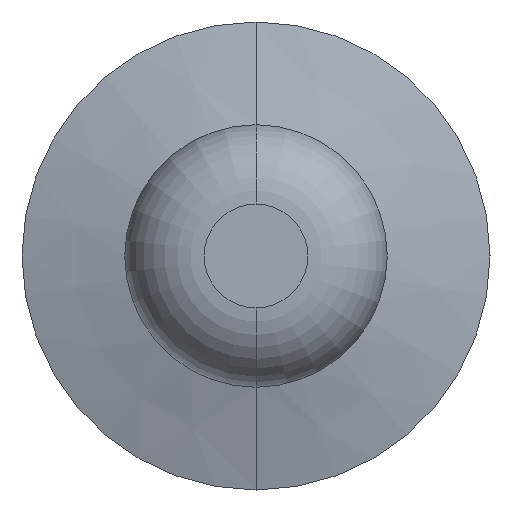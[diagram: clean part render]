
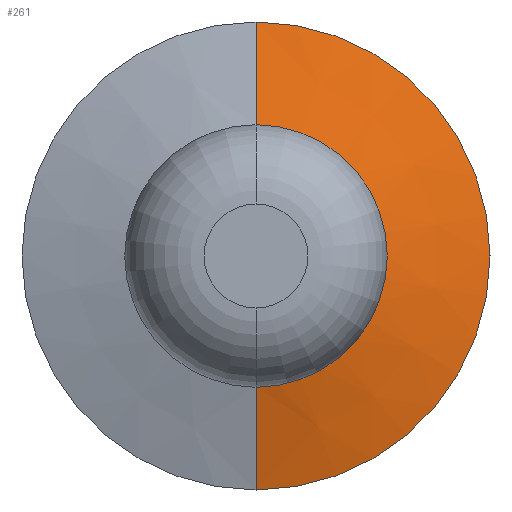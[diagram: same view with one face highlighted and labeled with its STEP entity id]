
A CAD part, front view. The second image highlights one B-rep face of the part: STEP entity #261.
In plain terms, the highlighted conical face has half-angle 75 degrees and reference radius 1.24 mm.
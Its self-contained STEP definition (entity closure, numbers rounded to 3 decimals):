
#34 = VERTEX_POINT ( 'NONE', #923 ) ;
#47 = DIRECTION ( 'NONE',  ( 0., 0.259, 0.966 ) ) ;
#51 = CARTESIAN_POINT ( 'NONE',  ( 0., -10.246, 1.24 ) ) ;
#59 = CARTESIAN_POINT ( 'NONE',  ( 0., -10.246, -1.24 ) ) ;
#110 = LINE ( 'NONE', #51, #388 ) ;
#261 = ADVANCED_FACE ( 'NONE', ( #301 ), #948, .T. ) ;
#281 = DIRECTION ( 'NONE',  ( 0., 0., 1. ) ) ;
#301 = FACE_OUTER_BOUND ( 'NONE', #580, .T. ) ;
#325 = DIRECTION ( 'NONE',  ( 0., 1., 0. ) ) ;
#330 = DIRECTION ( 'NONE',  ( 0., 0.259, -0.966 ) ) ;
#360 = CIRCLE ( 'NONE', #1248, 2.21 ) ;
#362 = CARTESIAN_POINT ( 'NONE',  ( 0., -10.246, 0. ) ) ;
#388 = VECTOR ( 'NONE', #47, 1000. ) ;
#411 = EDGE_CURVE ( 'NONE', #1058, #919, #360, .T. ) ;
#414 = DIRECTION ( 'NONE',  ( 0., 0., 1. ) ) ;
#416 = DIRECTION ( 'NONE',  ( 0., 1., 0. ) ) ;
#419 = CARTESIAN_POINT ( 'NONE',  ( 0., -10.246, 0. ) ) ;
#489 = CARTESIAN_POINT ( 'NONE',  ( 0., -10.246, -1.24 ) ) ;
#504 = EDGE_CURVE ( 'NONE', #34, #1058, #110, .T. ) ;
#570 = EDGE_CURVE ( 'NONE', #34, #825, #1164, .T. ) ;
#580 = EDGE_LOOP ( 'NONE', ( #738, #627, #684, #611 ) ) ;
#593 = CARTESIAN_POINT ( 'NONE',  ( 0., -9.986, 2.21 ) ) ;
#611 = ORIENTED_EDGE ( 'NONE', *, *, #504, .F. ) ;
#627 = ORIENTED_EDGE ( 'NONE', *, *, #1215, .T. ) ;
#684 = ORIENTED_EDGE ( 'NONE', *, *, #411, .F. ) ;
#719 = VECTOR ( 'NONE', #330, 1000. ) ;
#733 = LINE ( 'NONE', #489, #719 ) ;
#738 = ORIENTED_EDGE ( 'NONE', *, *, #570, .T. ) ;
#825 = VERTEX_POINT ( 'NONE', #59 ) ;
#859 = DIRECTION ( 'NONE',  ( 0., 0., 1. ) ) ;
#862 = DIRECTION ( 'NONE',  ( 0., 1., 0. ) ) ;
#872 = CARTESIAN_POINT ( 'NONE',  ( 0., -9.986, 0. ) ) ;
#919 = VERTEX_POINT ( 'NONE', #1233 ) ;
#923 = CARTESIAN_POINT ( 'NONE',  ( 0., -10.246, 1.24 ) ) ;
#948 = CONICAL_SURFACE ( 'NONE', #1059, 1.24, 1.309 ) ;
#1022 = AXIS2_PLACEMENT_3D ( 'NONE', #419, #416, #414 ) ;
#1058 = VERTEX_POINT ( 'NONE', #593 ) ;
#1059 = AXIS2_PLACEMENT_3D ( 'NONE', #362, #325, #281 ) ;
#1164 = CIRCLE ( 'NONE', #1022, 1.24 ) ;
#1215 = EDGE_CURVE ( 'NONE', #825, #919, #733, .T. ) ;
#1233 = CARTESIAN_POINT ( 'NONE',  ( 0., -9.986, -2.21 ) ) ;
#1248 = AXIS2_PLACEMENT_3D ( 'NONE', #872, #862, #859 ) ;
